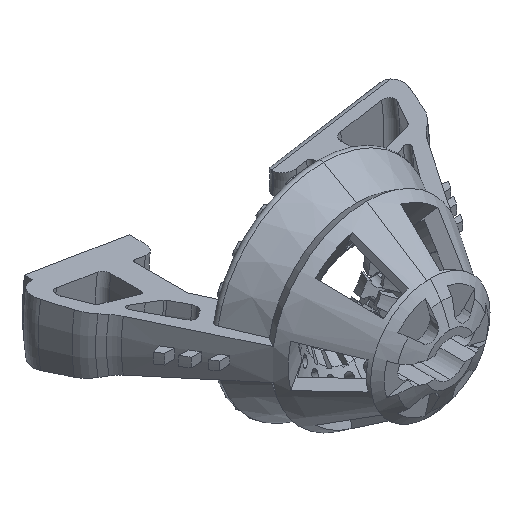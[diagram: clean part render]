
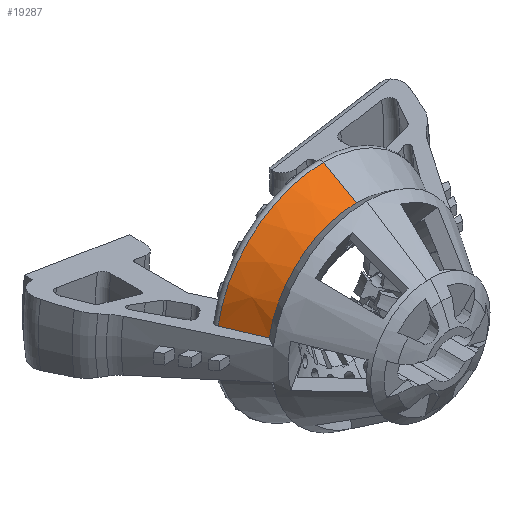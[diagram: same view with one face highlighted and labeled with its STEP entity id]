
A CAD part, isometric view. The second image highlights one B-rep face of the part: STEP entity #19287.
In plain terms, the highlighted conical face has half-angle 29.618 degrees and reference radius 5.187 mm.
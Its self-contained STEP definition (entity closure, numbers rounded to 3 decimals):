
#1423 = VERTEX_POINT ( 'NONE', #1944 ) ;
#1944 = CARTESIAN_POINT ( 'NONE',  ( 0., 5.506, 5.187 ) ) ;
#2285 = ORIENTED_EDGE ( 'NONE', *, *, #22299, .T. ) ;
#2425 = DIRECTION ( 'NONE',  ( 0., 0.869, 0.494 ) ) ;
#2482 = FACE_OUTER_BOUND ( 'NONE', #19032, .T. ) ;
#2591 = DIRECTION ( 'NONE',  ( 0., -1., 0. ) ) ;
#2927 = DIRECTION ( 'NONE',  ( 0.487, -0.869, -0.082 ) ) ;
#3838 = EDGE_CURVE ( 'NONE', #1423, #7398, #5066, .T. ) ;
#4883 = ORIENTED_EDGE ( 'NONE', *, *, #12098, .T. ) ;
#5066 = CIRCLE ( 'NONE', #14593, 5.187 ) ;
#5658 = CONICAL_SURFACE ( 'NONE', #8086, 5.187, 0.517 ) ;
#7398 = VERTEX_POINT ( 'NONE', #10704 ) ;
#8086 = AXIS2_PLACEMENT_3D ( 'NONE', #14060, #21562, #23451 ) ;
#8609 = CARTESIAN_POINT ( 'NONE',  ( 0., 5.506, 0. ) ) ;
#8736 = LINE ( 'NONE', #15461, #13083 ) ;
#9405 = EDGE_CURVE ( 'NONE', #1423, #23880, #8736, .T. ) ;
#10496 = DIRECTION ( 'NONE',  ( 0., 0., -1. ) ) ;
#10704 = CARTESIAN_POINT ( 'NONE',  ( -5.116, 5.506, 0.856 ) ) ;
#10923 = AXIS2_PLACEMENT_3D ( 'NONE', #13747, #2591, #15627 ) ;
#11322 = CIRCLE ( 'NONE', #10923, 6.286 ) ;
#12098 = EDGE_CURVE ( 'NONE', #19651, #7398, #20822, .T. ) ;
#12504 = ORIENTED_EDGE ( 'NONE', *, *, #9405, .T. ) ;
#13083 = VECTOR ( 'NONE', #2425, 1000. ) ;
#13747 = CARTESIAN_POINT ( 'NONE',  ( 0., 7.44, 0. ) ) ;
#13821 = CARTESIAN_POINT ( 'NONE',  ( -6.2, 7.44, 1.037 ) ) ;
#14060 = CARTESIAN_POINT ( 'NONE',  ( 0., 5.506, 0. ) ) ;
#14593 = AXIS2_PLACEMENT_3D ( 'NONE', #8609, #21617, #10496 ) ;
#15461 = CARTESIAN_POINT ( 'NONE',  ( 0., 5.506, 5.187 ) ) ;
#15627 = DIRECTION ( 'NONE',  ( 0., 0., -1. ) ) ;
#15953 = CARTESIAN_POINT ( 'NONE',  ( 0., -3.618, 0. ) ) ;
#19032 = EDGE_LOOP ( 'NONE', ( #23164, #12504, #2285, #4883 ) ) ;
#19287 = ADVANCED_FACE ( 'NONE', ( #2482 ), #5658, .T. ) ;
#19651 = VERTEX_POINT ( 'NONE', #13821 ) ;
#20822 = LINE ( 'NONE', #15953, #24050 ) ;
#21562 = DIRECTION ( 'NONE',  ( 0., 1., 0. ) ) ;
#21617 = DIRECTION ( 'NONE',  ( 0., -1., 0. ) ) ;
#22299 = EDGE_CURVE ( 'NONE', #23880, #19651, #11322, .T. ) ;
#22499 = CARTESIAN_POINT ( 'NONE',  ( 0., 7.44, 6.286 ) ) ;
#23164 = ORIENTED_EDGE ( 'NONE', *, *, #3838, .F. ) ;
#23451 = DIRECTION ( 'NONE',  ( 0., 0., 1. ) ) ;
#23880 = VERTEX_POINT ( 'NONE', #22499 ) ;
#24050 = VECTOR ( 'NONE', #2927, 1000. ) ;
